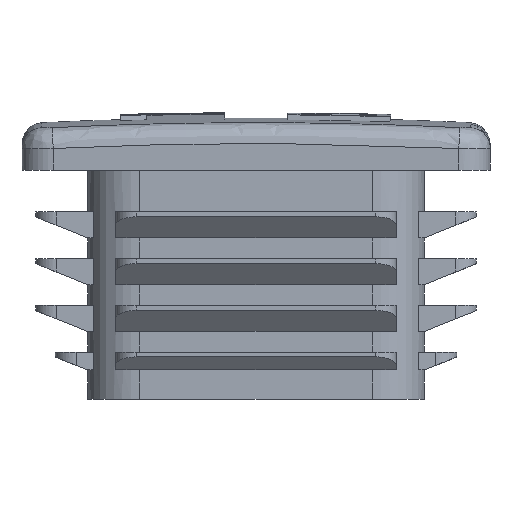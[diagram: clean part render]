
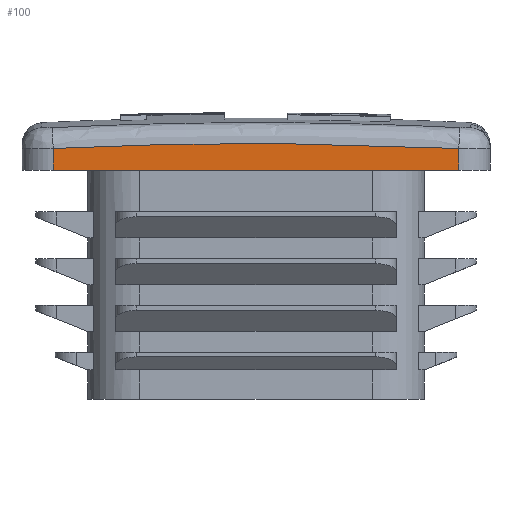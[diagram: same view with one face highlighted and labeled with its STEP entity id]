
A CAD part, left-side view. The second image highlights one B-rep face of the part: STEP entity #100.
In plain terms, the highlighted planar face has unit normal (-1, 0, 0).
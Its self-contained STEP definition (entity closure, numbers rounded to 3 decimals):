
#100 = ADVANCED_FACE( '', ( #418 ), #419, .T. );
#418 = FACE_OUTER_BOUND( '', #2181, .T. );
#419 = PLANE( '', #2182 );
#2181 = EDGE_LOOP( '', ( #3800, #3801, #3802, #3803 ) );
#2182 = AXIS2_PLACEMENT_3D( '', #3804, #3805, #3806 );
#3800 = ORIENTED_EDGE( '', *, *, #5959, .T. );
#3801 = ORIENTED_EDGE( '', *, *, #5977, .T. );
#3802 = ORIENTED_EDGE( '', *, *, #5992, .F. );
#3803 = ORIENTED_EDGE( '', *, *, #5968, .T. );
#3804 = CARTESIAN_POINT( '', ( -22.5, 19.5, -73.652 ) );
#3805 = DIRECTION( '', ( -1., 0., 0. ) );
#3806 = DIRECTION( '', ( 0., -1., 0. ) );
#5959 = EDGE_CURVE( '', #6844, #6842, #6845, .T. );
#5968 = EDGE_CURVE( '', #6860, #6844, #6861, .T. );
#5977 = EDGE_CURVE( '', #6842, #6874, #6876, .T. );
#5992 = EDGE_CURVE( '', #6860, #6874, #6896, .T. );
#6842 = VERTEX_POINT( '', #8952 );
#6844 = VERTEX_POINT( '', #8996 );
#6845 = LINE( '', #8997, #8998 );
#6860 = VERTEX_POINT( '', #9017 );
#6861 = LINE( '', #9018, #9019 );
#6874 = VERTEX_POINT( '', #9035 );
#6876 = B_SPLINE_CURVE_WITH_KNOTS( '', 3, ( #9037, #9038, #9039, #9040, #9041, #9042, #9043, #9044, #9045, #9046, #9047, #9048, #9049, #9050, #9051, #9052, #9053, #9054, #9055, #9056 ), .UNSPECIFIED., .F., .F., ( 4, 2, 2, 2, 1, 2, 1, 2, 2, 2, 4 ), ( 0., 0.005, 0.01, 0.011, 0.012, 0.015, 0.02, 0.024, 0.029, 0.034, 0.039 ), .UNSPECIFIED. );
#6896 = LINE( '', #9261, #9262 );
#8952 = CARTESIAN_POINT( '', ( -22.5, -19.5, 24.098 ) );
#8996 = CARTESIAN_POINT( '', ( -22.5, -19.5, 22. ) );
#8997 = CARTESIAN_POINT( '', ( -22.5, -19.5, -73.652 ) );
#8998 = VECTOR( '', #11160, 1000. );
#9017 = CARTESIAN_POINT( '', ( -22.5, 19.5, 22. ) );
#9018 = CARTESIAN_POINT( '', ( -22.5, 0., 22. ) );
#9019 = VECTOR( '', #11177, 1000. );
#9035 = CARTESIAN_POINT( '', ( -22.5, 19.5, 24.098 ) );
#9037 = CARTESIAN_POINT( '', ( -22.5, -19.5, 24.098 ) );
#9038 = CARTESIAN_POINT( '', ( -22.5, -17.876, 24.18 ) );
#9039 = CARTESIAN_POINT( '', ( -22.5, -16.251, 24.25 ) );
#9040 = CARTESIAN_POINT( '', ( -22.5, -13.001, 24.37 ) );
#9041 = CARTESIAN_POINT( '', ( -22.5, -11.376, 24.42 ) );
#9042 = CARTESIAN_POINT( '', ( -22.5, -9.344, 24.469 ) );
#9043 = CARTESIAN_POINT( '', ( -22.5, -8.938, 24.479 ) );
#9044 = CARTESIAN_POINT( '', ( -22.5, -8.125, 24.496 ) );
#9045 = CARTESIAN_POINT( '', ( -22.5, -6.906, 24.52 ) );
#9046 = CARTESIAN_POINT( '', ( -22.5, -5.686, 24.538 ) );
#9047 = CARTESIAN_POINT( '', ( -22.5, -3.248, 24.567 ) );
#9048 = CARTESIAN_POINT( '', ( -22.5, 0.003, 24.586 ) );
#9049 = CARTESIAN_POINT( '', ( -22.5, 3.253, 24.567 ) );
#9050 = CARTESIAN_POINT( '', ( -22.5, 6.503, 24.528 ) );
#9051 = CARTESIAN_POINT( '', ( -22.5, 8.128, 24.499 ) );
#9052 = CARTESIAN_POINT( '', ( -22.5, 11.378, 24.42 ) );
#9053 = CARTESIAN_POINT( '', ( -22.5, 13.002, 24.37 ) );
#9054 = CARTESIAN_POINT( '', ( -22.5, 16.251, 24.25 ) );
#9055 = CARTESIAN_POINT( '', ( -22.5, 17.876, 24.18 ) );
#9056 = CARTESIAN_POINT( '', ( -22.5, 19.5, 24.098 ) );
#9261 = CARTESIAN_POINT( '', ( -22.5, 19.5, -73.652 ) );
#9262 = VECTOR( '', #11216, 1000. );
#11160 = DIRECTION( '', ( 0., 0., 1. ) );
#11177 = DIRECTION( '', ( 0., -1., 0. ) );
#11216 = DIRECTION( '', ( 0., 0., 1. ) );
